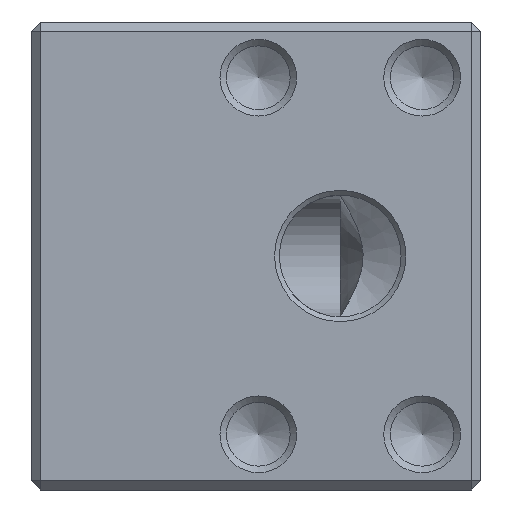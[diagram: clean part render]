
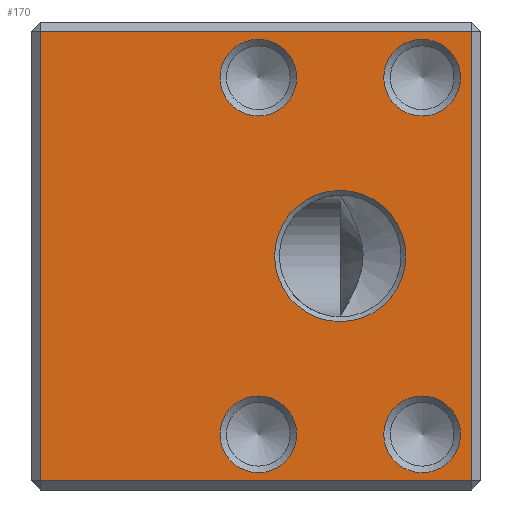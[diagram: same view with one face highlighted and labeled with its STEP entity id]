
A CAD part, left-side view. The second image highlights one B-rep face of the part: STEP entity #170.
In plain terms, the highlighted planar face has unit normal (-1, 0, 0).
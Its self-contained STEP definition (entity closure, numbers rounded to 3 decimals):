
#170=ADVANCED_FACE('',(#348,#349,#350,#351,#352,#353),#226,.F.);
#226=PLANE('',#840);
#252=LINE('',#1157,#300);
#253=LINE('',#1160,#301);
#254=LINE('',#1162,#302);
#255=LINE('',#1164,#303);
#300=VECTOR('',#934,1.);
#301=VECTOR('',#935,1.);
#302=VECTOR('',#936,1.);
#303=VECTOR('',#937,1.);
#348=FACE_BOUND('',#416,.T.);
#349=FACE_BOUND('',#417,.T.);
#350=FACE_BOUND('',#418,.T.);
#351=FACE_BOUND('',#419,.T.);
#352=FACE_BOUND('',#420,.T.);
#353=FACE_BOUND('',#421,.T.);
#416=EDGE_LOOP('',(#502));
#417=EDGE_LOOP('',(#503));
#418=EDGE_LOOP('',(#504));
#419=EDGE_LOOP('',(#505));
#420=EDGE_LOOP('',(#506));
#421=EDGE_LOOP('',(#507,#508,#509,#510));
#502=ORIENTED_EDGE('',*,*,#724,.T.);
#503=ORIENTED_EDGE('',*,*,#725,.T.);
#504=ORIENTED_EDGE('',*,*,#726,.T.);
#505=ORIENTED_EDGE('',*,*,#727,.T.);
#506=ORIENTED_EDGE('',*,*,#728,.T.);
#507=ORIENTED_EDGE('',*,*,#729,.T.);
#508=ORIENTED_EDGE('',*,*,#730,.T.);
#509=ORIENTED_EDGE('',*,*,#731,.T.);
#510=ORIENTED_EDGE('',*,*,#732,.T.);
#662=VERTEX_POINT('',#1148);
#663=VERTEX_POINT('',#1150);
#664=VERTEX_POINT('',#1152);
#665=VERTEX_POINT('',#1154);
#666=VERTEX_POINT('',#1156);
#667=VERTEX_POINT('',#1158);
#668=VERTEX_POINT('',#1159);
#669=VERTEX_POINT('',#1161);
#670=VERTEX_POINT('',#1163);
#724=EDGE_CURVE('',#662,#662,#804,.T.);
#725=EDGE_CURVE('',#663,#663,#805,.T.);
#726=EDGE_CURVE('',#664,#664,#806,.T.);
#727=EDGE_CURVE('',#665,#665,#807,.T.);
#728=EDGE_CURVE('',#666,#666,#808,.T.);
#729=EDGE_CURVE('',#667,#668,#252,.T.);
#730=EDGE_CURVE('',#668,#669,#253,.T.);
#731=EDGE_CURVE('',#669,#670,#254,.T.);
#732=EDGE_CURVE('',#670,#667,#255,.T.);
#804=CIRCLE('',#835,4.1);
#805=CIRCLE('',#836,4.1);
#806=CIRCLE('',#837,4.1);
#807=CIRCLE('',#838,4.1);
#808=CIRCLE('',#839,7.01);
#835=AXIS2_PLACEMENT_3D('',#1147,#924,#925);
#836=AXIS2_PLACEMENT_3D('',#1149,#926,#927);
#837=AXIS2_PLACEMENT_3D('',#1151,#928,#929);
#838=AXIS2_PLACEMENT_3D('',#1153,#930,#931);
#839=AXIS2_PLACEMENT_3D('',#1155,#932,#933);
#840=AXIS2_PLACEMENT_3D('',#1165,#938,#939);
#924=DIRECTION('',(1.,0.,0.));
#925=DIRECTION('',(0.,0.,-1.));
#926=DIRECTION('',(1.,0.,0.));
#927=DIRECTION('',(0.,0.,-1.));
#928=DIRECTION('',(1.,0.,0.));
#929=DIRECTION('',(0.,0.,-1.));
#930=DIRECTION('',(1.,0.,0.));
#931=DIRECTION('',(0.,0.,-1.));
#932=DIRECTION('',(1.,0.,0.));
#933=DIRECTION('',(0.,0.,-1.));
#934=DIRECTION('',(0.,0.,-1.));
#935=DIRECTION('',(0.,-1.,0.));
#936=DIRECTION('',(0.,0.,1.));
#937=DIRECTION('',(0.,1.,0.));
#938=DIRECTION('',(1.,0.,0.));
#939=DIRECTION('',(0.,0.,-1.));
#1147=CARTESIAN_POINT('',(0.,-0.25,19.05));
#1148=CARTESIAN_POINT('',(0.,-0.25,14.95));
#1149=CARTESIAN_POINT('',(0.,-17.75,19.05));
#1150=CARTESIAN_POINT('',(0.,-17.75,14.95));
#1151=CARTESIAN_POINT('',(0.,-17.75,-19.05));
#1152=CARTESIAN_POINT('',(0.,-17.75,-23.15));
#1153=CARTESIAN_POINT('',(0.,-0.25,-19.05));
#1154=CARTESIAN_POINT('',(0.,-0.25,-23.15));
#1155=CARTESIAN_POINT('',(0.,-9.,0.));
#1156=CARTESIAN_POINT('',(0.,-9.,-7.01));
#1157=CARTESIAN_POINT('',(0.,23.,0.));
#1158=CARTESIAN_POINT('',(0.,23.,24.));
#1159=CARTESIAN_POINT('',(0.,23.,-24.));
#1160=CARTESIAN_POINT('',(0.,0.,-24.));
#1161=CARTESIAN_POINT('',(0.,-23.,-24.));
#1162=CARTESIAN_POINT('',(0.,-23.,0.));
#1163=CARTESIAN_POINT('',(0.,-23.,24.));
#1164=CARTESIAN_POINT('',(0.,0.,24.));
#1165=CARTESIAN_POINT('',(0.,0.,0.));
